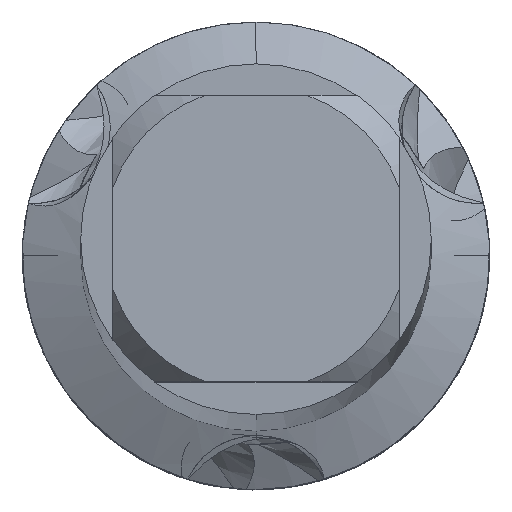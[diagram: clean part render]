
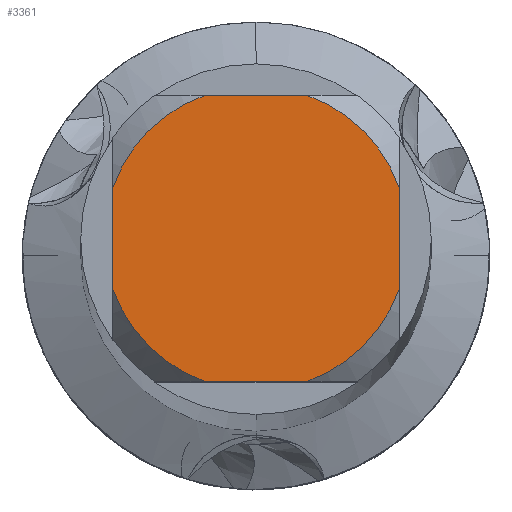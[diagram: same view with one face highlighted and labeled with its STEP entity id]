
A CAD part, top view. The second image highlights one B-rep face of the part: STEP entity #3361.
In plain terms, the highlighted planar face has unit normal (0, 0, 1).
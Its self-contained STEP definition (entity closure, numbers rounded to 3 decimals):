
#1205=EDGE_CURVE('',#1355,#1803,#3524,.T.);
#1355=VERTEX_POINT('',#3683);
#1567=VERTEX_POINT('',#3905);
#1631=EDGE_CURVE('',#3037,#3443,#3974,.T.);
#1653=EDGE_CURVE('',#3347,#3443,#3998,.T.);
#1803=VERTEX_POINT('',#4159);
#1851=EDGE_CURVE('',#3107,#1567,#4209,.T.);
#2027=VERTEX_POINT('',#4401);
#2485=EDGE_CURVE('',#1355,#2027,#4901,.T.);
#2693=EDGE_CURVE('',#3347,#1803,#5133,.T.);
#2865=EDGE_CURVE('',#3037,#1567,#5319,.T.);
#3037=VERTEX_POINT('',#5512);
#3107=VERTEX_POINT('',#5590);
#3321=EDGE_CURVE('',#3107,#2027,#5826,.T.);
#3347=VERTEX_POINT('',#5853);
#3361=ADVANCED_FACE('',(#5868),#5869,.T.);
#3443=VERTEX_POINT('',#5960);
#3524=CIRCLE('',#6107,2.6);
#3683=CARTESIAN_POINT('',(0.87,2.45,0.0));
#3905=CARTESIAN_POINT('',(-2.45,-0.87,0.0));
#3974=LINE('',#7468,#7469);
#3998=CIRCLE('',#7516,2.6);
#4159=CARTESIAN_POINT('',(2.45,0.87,0.0));
#4209=LINE('',#8121,#8122);
#4401=CARTESIAN_POINT('',(-0.87,2.45,0.0));
#4901=LINE('',#9988,#9989);
#5133=LINE('',#10666,#10667);
#5319=CIRCLE('',#11153,2.6);
#5512=CARTESIAN_POINT('',(-0.87,-2.45,0.0));
#5590=CARTESIAN_POINT('',(-2.45,0.87,0.0));
#5826=CIRCLE('',#12965,2.6);
#5853=CARTESIAN_POINT('',(2.45,-0.87,0.0));
#5868=FACE_OUTER_BOUND('',#13019,.T.);
#5869=PLANE('',#13020);
#5960=CARTESIAN_POINT('',(0.87,-2.45,0.0));
#6107=AXIS2_PLACEMENT_3D('',#13300,#13301,#13302);
#7468=CARTESIAN_POINT('',(0.0,-2.45,0.0));
#7469=VECTOR('',#13654,1.0);
#7516=AXIS2_PLACEMENT_3D('',#13677,#13678,#13679);
#8121=CARTESIAN_POINT('',(-2.45,0.65,0.0));
#8122=VECTOR('',#13828,1.0);
#9988=CARTESIAN_POINT('',(0.0,2.45,0.0));
#9989=VECTOR('',#14532,1.0);
#10666=CARTESIAN_POINT('',(2.45,0.65,0.0));
#10667=VECTOR('',#14881,1.0);
#11153=AXIS2_PLACEMENT_3D('',#15070,#15071,#15072);
#12965=AXIS2_PLACEMENT_3D('',#15808,#15809,#15810);
#13019=EDGE_LOOP('',(#15837,#15838,#15839,#15840,#15841,#15842,#15843,#15844));
#13020=AXIS2_PLACEMENT_3D('',#15845,#15846,#15847);
#13300=CARTESIAN_POINT('',(0.0,0.0,0.0));
#13301=DIRECTION('',(0.0,0.0,-1.0));
#13302=DIRECTION('',(0.0,1.0,0.0));
#13654=DIRECTION('',(1.0,0.0,0.0));
#13677=CARTESIAN_POINT('',(0.0,0.0,0.0));
#13678=DIRECTION('',(0.0,0.0,-1.0));
#13679=DIRECTION('',(0.0,1.0,0.0));
#13828=DIRECTION('',(-0.0,-1.0,0.0));
#14532=DIRECTION('',(-1.0,0.0,0.0));
#14881=DIRECTION('',(-0.0,1.0,0.0));
#15070=CARTESIAN_POINT('',(0.0,0.0,0.0));
#15071=DIRECTION('',(0.0,0.0,-1.0));
#15072=DIRECTION('',(0.0,1.0,0.0));
#15808=CARTESIAN_POINT('',(0.0,0.0,0.0));
#15809=DIRECTION('',(0.0,0.0,-1.0));
#15810=DIRECTION('',(0.0,1.0,0.0));
#15837=ORIENTED_EDGE('',*,*,#1851,.T.);
#15838=ORIENTED_EDGE('',*,*,#2865,.F.);
#15839=ORIENTED_EDGE('',*,*,#1631,.T.);
#15840=ORIENTED_EDGE('',*,*,#1653,.F.);
#15841=ORIENTED_EDGE('',*,*,#2693,.T.);
#15842=ORIENTED_EDGE('',*,*,#1205,.F.);
#15843=ORIENTED_EDGE('',*,*,#2485,.T.);
#15844=ORIENTED_EDGE('',*,*,#3321,.F.);
#15845=CARTESIAN_POINT('',(0.0,1.3,0.0));
#15846=DIRECTION('',(-0.0,0.0,1.0));
#15847=DIRECTION('',(0.0,-1.0,0.0));
